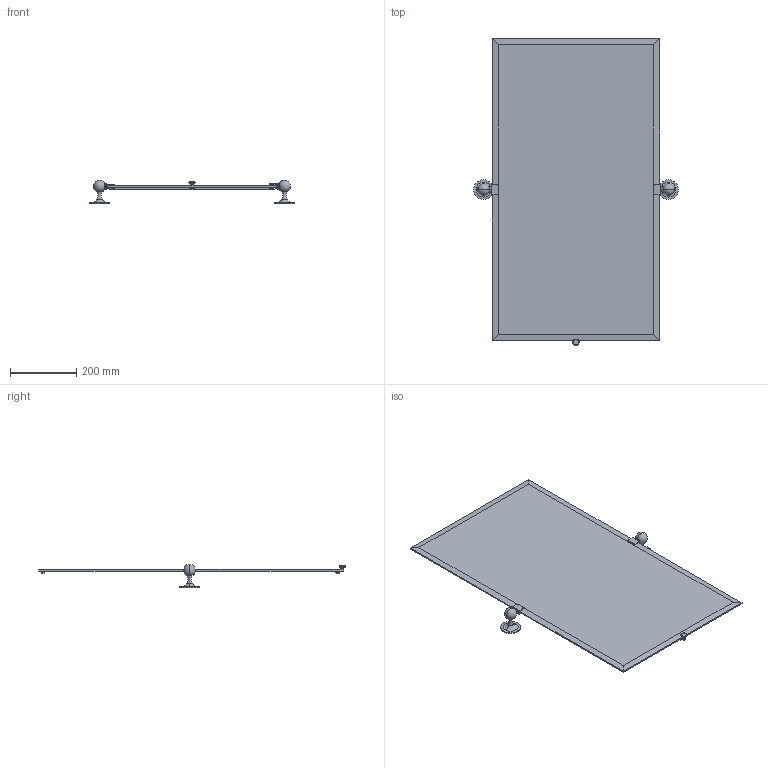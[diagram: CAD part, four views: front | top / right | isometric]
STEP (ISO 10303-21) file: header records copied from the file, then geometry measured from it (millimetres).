
FILE_DESCRIPTION((''),'2;1');
FILE_NAME('0142N','2021-06-21T16:07:56',('jinson.thomas'),(''),'CREO PARAMETRIC BY PTC INC, 2018400','CREO PARAMETRIC BY PTC INC, 2018400','');
FILE_SCHEMA(('CONFIG_CONTROL_DESIGN'));
Length unit declared in the file: inch
Products named in the file (1): 0142N
Bounding box: 620.37 x 929.26 x 71.14 mm (x, y, z)
Volume: 2854600.9 mm3; surface area: 981279.9 mm2
Topology: 1 solids, 1 shells, 512 faces, 1125 edges, 618 vertices
Faces by surface type: plane 252, torus 186, cylinder 62, sphere 12
Full cylindrical faces by diameter (mm): 1.422 x1
Entity records: 14362 total; most frequent: CARTESIAN_POINT 3727, ORIENTED_EDGE 2238, DIRECTION 2132, EDGE_CURVE 1119, AXIS2_PLACEMENT_3D 842, VERTEX_POINT 617, EDGE_LOOP 524, FACE_OUTER_BOUND 512
